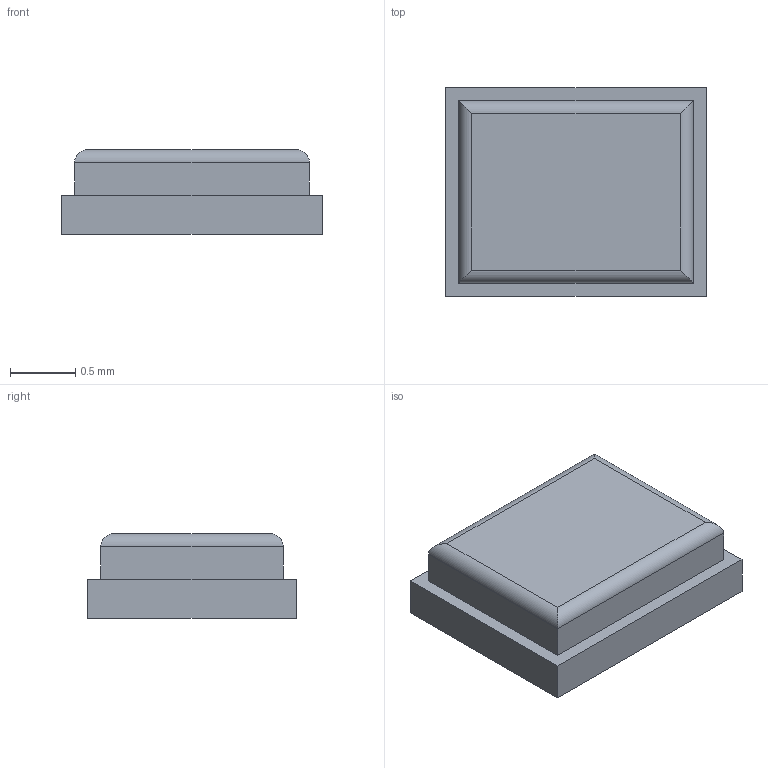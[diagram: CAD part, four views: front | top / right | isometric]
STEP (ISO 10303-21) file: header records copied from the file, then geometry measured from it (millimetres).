
FILE_DESCRIPTION(('FreeCAD Model'),'2;1');
FILE_NAME('Open CASCADE Shape Model','2022-01-13T19:12:31',( 'kicad StepUp'),('ksu MCAD'),'Open CASCADE STEP processor 7.5', 'FreeCAD','Unknown');
FILE_SCHEMA(('AUTOMOTIVE_DESIGN { 1 0 10303 214 1 1 1 1 }'));
Length unit declared in the file: millimetre
Products named in the file (1): 27Mhz_crystal
Bounding box: 2 x 1.6 x 0.65 mm (x, y, z)
Volume: 1.8 mm3; surface area: 10.5 mm2
Topology: 1 solids, 1 shells, 15 faces, 32 edges, 20 vertices
Faces by surface type: plane 11, cylinder 4
Entity records: 420 total; most frequent: CARTESIAN_POINT 68, DIRECTION 68, ORIENTED_EDGE 64, EDGE_CURVE 32, LINE 28, VECTOR 28, AXIS2_PLACEMENT_3D 20, VERTEX_POINT 20
